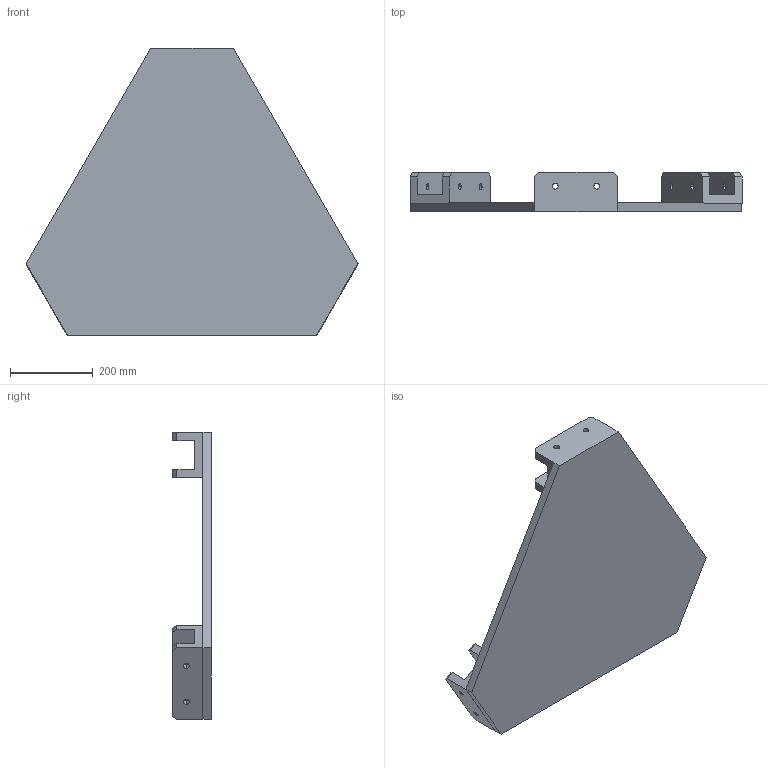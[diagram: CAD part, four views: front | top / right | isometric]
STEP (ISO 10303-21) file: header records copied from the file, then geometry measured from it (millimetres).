
FILE_DESCRIPTION (( 'STEP AP203' ), '1' );
FILE_NAME ('stewart_base_Default_sldprt.STEP', '2021-07-18T07:58:29', ( '' ), ( '' ), 'SwSTEP 2.0', 'SolidWorks 2021', '' );
FILE_SCHEMA (( 'CONFIG_CONTROL_DESIGN' ));
Length unit declared in the file: millimetre
Products named in the file (1): stewart_base_Default_sldprt
Bounding box: 800.77 x 93 x 693.48 mm (x, y, z)
Volume: 10164392.6 mm3; surface area: 992072.3 mm2
Topology: 1 solids, 1 shells, 75 faces, 210 edges, 138 vertices
Faces by surface type: plane 49, cylinder 26
Entity records: 2533 total; most frequent: CARTESIAN_POINT 424, ORIENTED_EDGE 420, DIRECTION 414, EDGE_CURVE 210, VECTOR 158, LINE 158, VERTEX_POINT 138, AXIS2_PLACEMENT_3D 128
